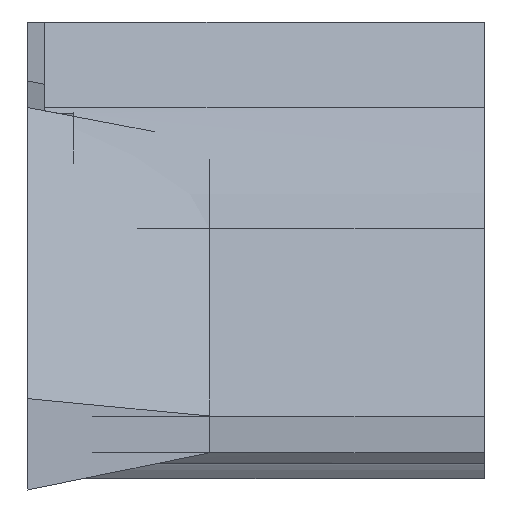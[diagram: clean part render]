
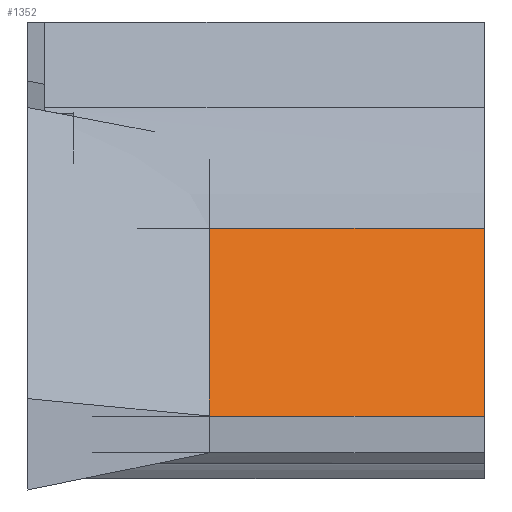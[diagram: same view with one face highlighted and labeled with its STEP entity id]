
A CAD part, left-side view. The second image highlights one B-rep face of the part: STEP entity #1352.
In plain terms, the highlighted planar face has unit normal (-0.616, 0, 0.788).
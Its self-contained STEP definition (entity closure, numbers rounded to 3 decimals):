
#112 = CARTESIAN_POINT ( 'NONE',  ( 0.641, -8., -14.904 ) ) ;
#206 = CARTESIAN_POINT ( 'NONE',  ( 0.641, 126.422, -14.904 ) ) ;
#333 = DIRECTION ( 'NONE',  ( 0., -1., 0. ) ) ;
#339 = EDGE_LOOP ( 'NONE', ( #2348, #2387, #2406, #2430 ) ) ;
#357 = CARTESIAN_POINT ( 'NONE',  ( 4.848, 126.422, -11.618 ) ) ;
#523 = DIRECTION ( 'NONE',  ( 0., -1., 0. ) ) ;
#718 = EDGE_CURVE ( 'NONE', #2068, #1586, #920, .T. ) ;
#750 = DIRECTION ( 'NONE',  ( 0.788, 0., 0.616 ) ) ;
#829 = VECTOR ( 'NONE', #2101, 1000. ) ;
#861 = VECTOR ( 'NONE', #523, 1000. ) ;
#872 = EDGE_CURVE ( 'NONE', #2068, #973, #1341, .T. ) ;
#918 = DIRECTION ( 'NONE',  ( 0.616, 0., -0.788 ) ) ;
#920 = LINE ( 'NONE', #206, #861 ) ;
#973 = VERTEX_POINT ( 'NONE', #1153 ) ;
#1002 = EDGE_CURVE ( 'NONE', #2463, #1586, #1114, .T. ) ;
#1114 = LINE ( 'NONE', #2105, #829 ) ;
#1153 = CARTESIAN_POINT ( 'NONE',  ( 4.848, -0.8, -11.618 ) ) ;
#1268 = VECTOR ( 'NONE', #1536, 1000. ) ;
#1341 = LINE ( 'NONE', #1589, #1268 ) ;
#1352 = ADVANCED_FACE ( 'NONE', ( #2612 ), #1834, .F. ) ;
#1422 = EDGE_CURVE ( 'NONE', #973, #2463, #1680, .T. ) ;
#1508 = CARTESIAN_POINT ( 'NONE',  ( 4.848, 126.422, -11.618 ) ) ;
#1513 = CARTESIAN_POINT ( 'NONE',  ( 4.848, -8., -11.618 ) ) ;
#1536 = DIRECTION ( 'NONE',  ( 0.788, 0., 0.616 ) ) ;
#1586 = VERTEX_POINT ( 'NONE', #112 ) ;
#1589 = CARTESIAN_POINT ( 'NONE',  ( 12.537, -0.8, -5.61 ) ) ;
#1680 = LINE ( 'NONE', #357, #2638 ) ;
#1702 = CARTESIAN_POINT ( 'NONE',  ( 0.641, -0.8, -14.904 ) ) ;
#1834 = PLANE ( 'NONE',  #2244 ) ;
#2068 = VERTEX_POINT ( 'NONE', #1702 ) ;
#2101 = DIRECTION ( 'NONE',  ( -0.788, 0., -0.616 ) ) ;
#2105 = CARTESIAN_POINT ( 'NONE',  ( -0.289, -8., -15.631 ) ) ;
#2244 = AXIS2_PLACEMENT_3D ( 'NONE', #1508, #918, #750 ) ;
#2348 = ORIENTED_EDGE ( 'NONE', *, *, #1422, .F. ) ;
#2387 = ORIENTED_EDGE ( 'NONE', *, *, #872, .F. ) ;
#2406 = ORIENTED_EDGE ( 'NONE', *, *, #718, .T. ) ;
#2430 = ORIENTED_EDGE ( 'NONE', *, *, #1002, .F. ) ;
#2463 = VERTEX_POINT ( 'NONE', #1513 ) ;
#2612 = FACE_OUTER_BOUND ( 'NONE', #339, .T. ) ;
#2638 = VECTOR ( 'NONE', #333, 1000. ) ;
